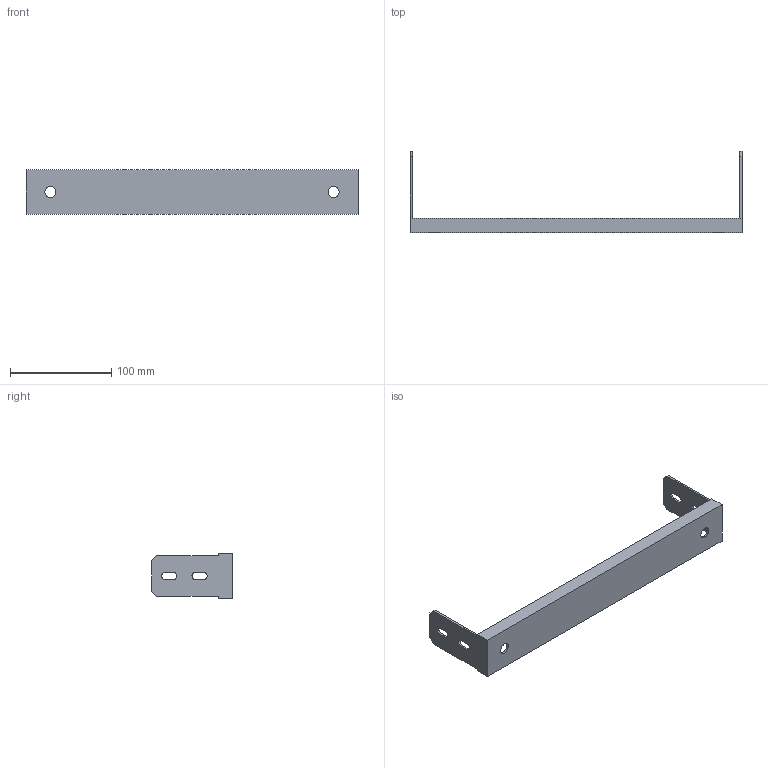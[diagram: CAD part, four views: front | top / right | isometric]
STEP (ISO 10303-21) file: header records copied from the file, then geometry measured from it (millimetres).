
FILE_DESCRIPTION (( 'STEP AP203' ), '1' );
FILE_NAME ('CLP1-SPV-300-M-HDZ_Ñêîáà ïîäâåñà âåðõíÿÿ 300 ìì. IEK HDZ.STEP', '2016-03-22T11:54:26', ( '' ), ( '' ), 'SwSTEP 2.0', 'SolidWorks 2014', '' );
FILE_SCHEMA (( 'CONFIG_CONTROL_DESIGN' ));
Length unit declared in the file: millimetre
Products named in the file (1): CLP1-SPV-300-M-HDZ_Ñêîáà ïîäâåñà âåðõíÿÿ 300 ìì. IEK HDZ
Bounding box: 328 x 80 x 44 mm (x, y, z)
Volume: 55853.4 mm3; surface area: 58287.8 mm2
Topology: 1 solids, 1 shells, 52 faces, 140 edges, 90 vertices
Faces by surface type: plane 38, cylinder 14
Full cylindrical faces by diameter (mm): 11 x2
Entity records: 1685 total; most frequent: CARTESIAN_POINT 277, ORIENTED_EDGE 272, DIRECTION 270, EDGE_CURVE 136, VECTOR 108, LINE 108, VERTEX_POINT 88, AXIS2_PLACEMENT_3D 81
